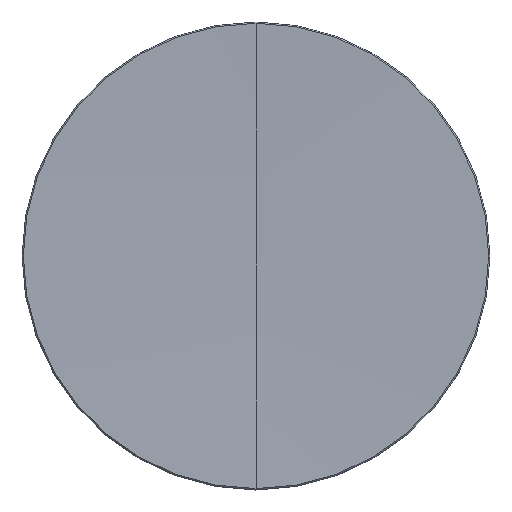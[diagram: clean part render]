
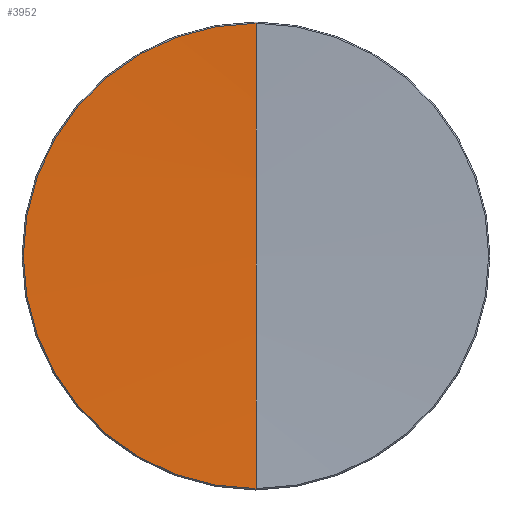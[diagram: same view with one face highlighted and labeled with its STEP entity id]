
A CAD part, top view. The second image highlights one B-rep face of the part: STEP entity #3952.
In plain terms, the highlighted spherical face has radius 1000 mm.
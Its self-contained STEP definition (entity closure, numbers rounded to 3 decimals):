
#200 = CARTESIAN_POINT ( 'NONE',  ( -37.3, 0., 6.696 ) ) ;
#675 = DIRECTION ( 'NONE',  ( 1., 0., 0. ) ) ;
#718 = CARTESIAN_POINT ( 'NONE',  ( 0., -37.3, 6.696 ) ) ;
#728 = CIRCLE ( 'NONE', #736, 37.3 ) ;
#736 = AXIS2_PLACEMENT_3D ( 'NONE', #764, #837, #675 ) ;
#764 = CARTESIAN_POINT ( 'NONE',  ( 0., 0., 6.696 ) ) ;
#771 = CARTESIAN_POINT ( 'NONE',  ( 0., 37.3, 6.696 ) ) ;
#837 = DIRECTION ( 'NONE',  ( 0., 0., 1. ) ) ;
#852 = CIRCLE ( 'NONE', #968, 1000. ) ;
#909 = CIRCLE ( 'NONE', #976, 1000. ) ;
#912 = CARTESIAN_POINT ( 'NONE',  ( 0., 0., 1006. ) ) ;
#917 = DIRECTION ( 'NONE',  ( 1., 0., 0. ) ) ;
#918 = DIRECTION ( 'NONE',  ( 0., 0., 1. ) ) ;
#951 = CIRCLE ( 'NONE', #1015, 37.3 ) ;
#957 = CARTESIAN_POINT ( 'NONE',  ( 0., 0., 6.696 ) ) ;
#966 = DIRECTION ( 'NONE',  ( 0., 1., 0. ) ) ;
#967 = DIRECTION ( 'NONE',  ( 1., 0., 0. ) ) ;
#968 = AXIS2_PLACEMENT_3D ( 'NONE', #912, #967, #966 ) ;
#971 = CARTESIAN_POINT ( 'NONE',  ( 0., 0., 6. ) ) ;
#973 = DIRECTION ( 'NONE',  ( 0., 0., 1. ) ) ;
#974 = DIRECTION ( 'NONE',  ( -1., 0., 0. ) ) ;
#975 = CARTESIAN_POINT ( 'NONE',  ( 0., 0., 1006. ) ) ;
#976 = AXIS2_PLACEMENT_3D ( 'NONE', #975, #974, #973 ) ;
#1015 = AXIS2_PLACEMENT_3D ( 'NONE', #957, #918, #917 ) ;
#3952 = ADVANCED_FACE ( 'NONE', ( #7772 ), #7778, .F. ) ;
#3985 = EDGE_LOOP ( 'NONE', ( #4258, #4296, #4284, #4368 ) ) ;
#4093 = VERTEX_POINT ( 'NONE', #200 ) ;
#4258 = ORIENTED_EDGE ( 'NONE', *, *, #4285, .T. ) ;
#4281 = VERTEX_POINT ( 'NONE', #718 ) ;
#4284 = ORIENTED_EDGE ( 'NONE', *, *, #4354, .F. ) ;
#4285 = EDGE_CURVE ( 'NONE', #4093, #4281, #728, .T. ) ;
#4295 = VERTEX_POINT ( 'NONE', #771 ) ;
#4296 = ORIENTED_EDGE ( 'NONE', *, *, #4356, .T. ) ;
#4354 = EDGE_CURVE ( 'NONE', #4295, #4358, #909, .T. ) ;
#4356 = EDGE_CURVE ( 'NONE', #4281, #4358, #852, .T. ) ;
#4358 = VERTEX_POINT ( 'NONE', #971 ) ;
#4367 = EDGE_CURVE ( 'NONE', #4295, #4093, #951, .T. ) ;
#4368 = ORIENTED_EDGE ( 'NONE', *, *, #4367, .T. ) ;
#7750 = CARTESIAN_POINT ( 'NONE',  ( 0., 0., 1006. ) ) ;
#7755 = AXIS2_PLACEMENT_3D ( 'NONE', #7750, #7781, #7961 ) ;
#7772 = FACE_OUTER_BOUND ( 'NONE', #3985, .T. ) ;
#7778 = SPHERICAL_SURFACE ( 'NONE', #7755, 1000. ) ;
#7781 = DIRECTION ( 'NONE',  ( 1., 0., 0. ) ) ;
#7961 = DIRECTION ( 'NONE',  ( 0., 1., 0. ) ) ;
